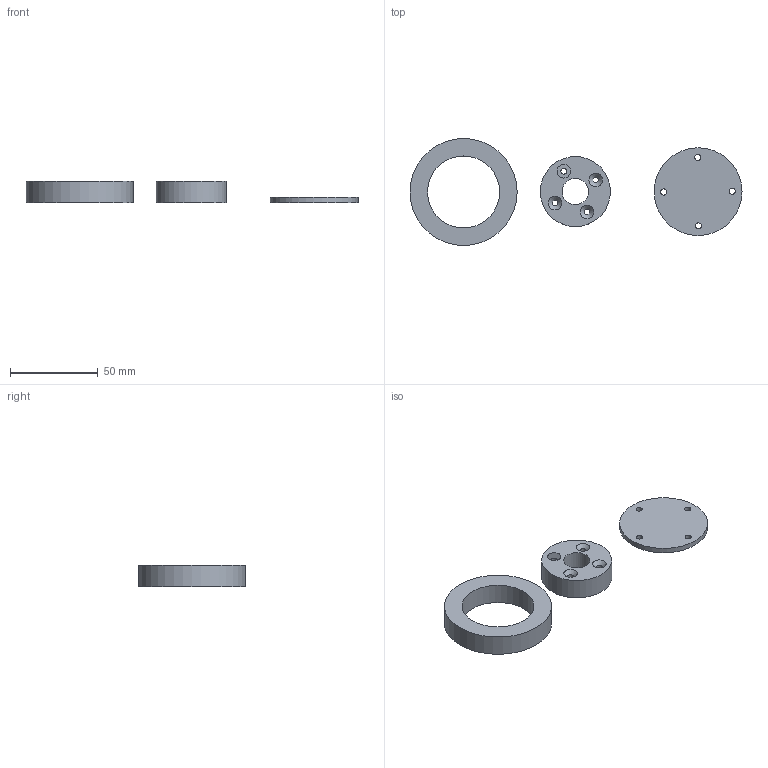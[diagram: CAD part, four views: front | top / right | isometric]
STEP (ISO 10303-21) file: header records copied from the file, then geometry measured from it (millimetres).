
FILE_DESCRIPTION(/* description */ (''),/* implementation_level */ '2;1');
FILE_NAME(/* name */ 'disc.step',/* time_stamp */ '2025-06-29T19:38:50+05:30',/* author */ (''),/* organization */ (''),/* preprocessor_version */ 'ST-DEVELOPER v20.1',/* originating_system */ 'Autodesk Translation Framework v14.10.0.0',/* authorisation */ '');
FILE_SCHEMA (('AUTOMOTIVE_DESIGN { 1 0 10303 214 3 1 1 }'));
Length unit declared in the file: millimetre
Products named in the file (1): dsic
Bounding box: 189.02 x 61 x 12 mm (x, y, z)
Volume: 37327.7 mm3; surface area: 16120.9 mm2
Topology: 3 solids, 3 shells, 23 faces, 47 edges, 30 vertices
Faces by surface type: cylinder 13, plane 6, cone 4
Full cylindrical faces by diameter (mm): 3.3 x4, 3.5 x4, 15 x1, 39.9 x1, 41 x1, 50 x1, 61 x1
Entity records: 690 total; most frequent: DIRECTION 125, CARTESIAN_POINT 101, ORIENTED_EDGE 94, AXIS2_PLACEMENT_3D 54, EDGE_CURVE 47, EDGE_LOOP 43, CIRCLE 30, VERTEX_POINT 30
